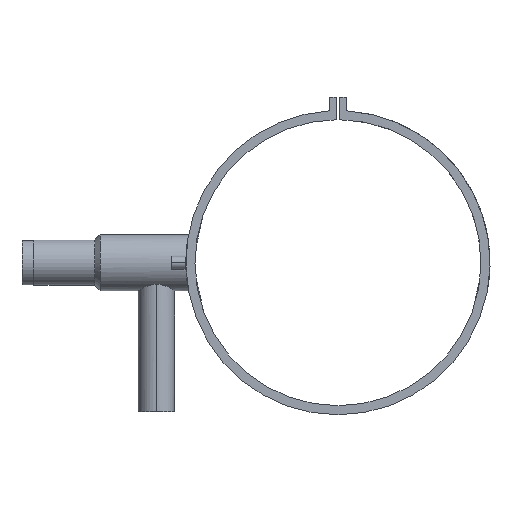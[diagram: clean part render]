
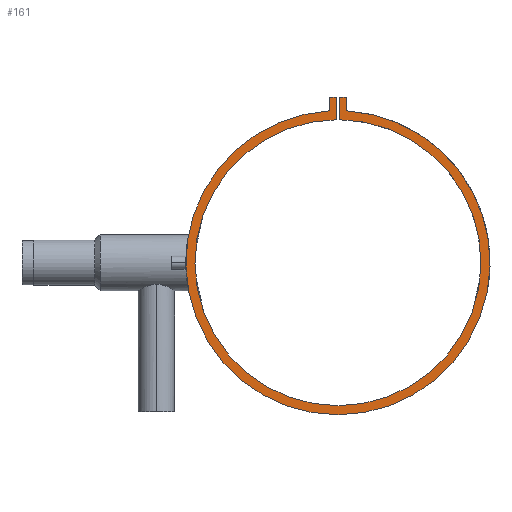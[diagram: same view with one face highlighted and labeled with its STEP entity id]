
A CAD part, left-side view. The second image highlights one B-rep face of the part: STEP entity #161.
In plain terms, the highlighted planar face has unit normal (-1, 0, 0).
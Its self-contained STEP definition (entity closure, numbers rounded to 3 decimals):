
#82 = CARTESIAN_POINT ( 'NONE',  ( -80., -2., 182.258 ) ) ;
#85 = DIRECTION ( 'NONE',  ( 1., 0., 0. ) ) ;
#97 = EDGE_CURVE ( 'NONE', #1165, #462, #1274, .T. ) ;
#161 = ADVANCED_FACE ( 'NONE', ( #1980 ), #187, .F. ) ;
#187 = PLANE ( 'NONE',  #723 ) ;
#206 = LINE ( 'NONE', #1020, #223 ) ;
#210 = EDGE_CURVE ( 'NONE', #739, #2542, #604, .T. ) ;
#221 = VECTOR ( 'NONE', #2387, 1000. ) ;
#223 = VECTOR ( 'NONE', #1800, 1000. ) ;
#262 = VECTOR ( 'NONE', #1946, 1000. ) ;
#274 = DIRECTION ( 'NONE',  ( -1., 0., 0. ) ) ;
#275 = DIRECTION ( 'NONE',  ( 0., -1., 0. ) ) ;
#286 = EDGE_CURVE ( 'NONE', #1003, #739, #956, .T. ) ;
#312 = VECTOR ( 'NONE', #2513, 1000. ) ;
#318 = EDGE_CURVE ( 'NONE', #549, #1003, #362, .T. ) ;
#332 = EDGE_CURVE ( 'NONE', #462, #1872, #206, .T. ) ;
#352 = EDGE_CURVE ( 'NONE', #415, #549, #828, .T. ) ;
#362 = LINE ( 'NONE', #1164, #262 ) ;
#415 = VERTEX_POINT ( 'NONE', #2397 ) ;
#462 = VERTEX_POINT ( 'NONE', #1631 ) ;
#549 = VERTEX_POINT ( 'NONE', #82 ) ;
#568 = ORIENTED_EDGE ( 'NONE', *, *, #352, .F. ) ;
#589 = LINE ( 'NONE', #1391, #820 ) ;
#596 = AXIS2_PLACEMENT_3D ( 'NONE', #1894, #85, #917 ) ;
#604 = CIRCLE ( 'NONE', #596, 167.5 ) ;
#632 = ORIENTED_EDGE ( 'NONE', *, *, #332, .F. ) ;
#665 = ORIENTED_EDGE ( 'NONE', *, *, #1855, .F. ) ;
#668 = CARTESIAN_POINT ( 'NONE',  ( -80., -9., 182.258 ) ) ;
#679 = CARTESIAN_POINT ( 'NONE',  ( -80., 9., 167.258 ) ) ;
#723 = AXIS2_PLACEMENT_3D ( 'NONE', #1004, #1784, #2560 ) ;
#739 = VERTEX_POINT ( 'NONE', #2536 ) ;
#820 = VECTOR ( 'NONE', #2175, 1000. ) ;
#828 = LINE ( 'NONE', #1610, #221 ) ;
#868 = VECTOR ( 'NONE', #275, 1000. ) ;
#917 = DIRECTION ( 'NONE',  ( 0., 0., -1. ) ) ;
#926 = EDGE_LOOP ( 'NONE', ( #2327, #2140, #1457, #568, #2267, #632, #1338, #665 ) ) ;
#938 = CIRCLE ( 'NONE', #2373, 157.5 ) ;
#956 = LINE ( 'NONE', #1738, #312 ) ;
#1003 = VERTEX_POINT ( 'NONE', #668 ) ;
#1004 = CARTESIAN_POINT ( 'NONE',  ( -80., 0., 0. ) ) ;
#1020 = CARTESIAN_POINT ( 'NONE',  ( -80., 2., 182.258 ) ) ;
#1032 = EDGE_CURVE ( 'NONE', #1872, #415, #938, .T. ) ;
#1080 = DIRECTION ( 'NONE',  ( 0., 0., -1. ) ) ;
#1164 = CARTESIAN_POINT ( 'NONE',  ( -80., -2., 182.258 ) ) ;
#1165 = VERTEX_POINT ( 'NONE', #2102 ) ;
#1274 = LINE ( 'NONE', #2057, #868 ) ;
#1338 = ORIENTED_EDGE ( 'NONE', *, *, #97, .F. ) ;
#1391 = CARTESIAN_POINT ( 'NONE',  ( -80., 9., 182.258 ) ) ;
#1457 = ORIENTED_EDGE ( 'NONE', *, *, #318, .F. ) ;
#1610 = CARTESIAN_POINT ( 'NONE',  ( -80., -2., 182.258 ) ) ;
#1631 = CARTESIAN_POINT ( 'NONE',  ( -80., 2., 182.258 ) ) ;
#1738 = CARTESIAN_POINT ( 'NONE',  ( -80., -9., 182.258 ) ) ;
#1784 = DIRECTION ( 'NONE',  ( 1., 0., 0. ) ) ;
#1800 = DIRECTION ( 'NONE',  ( 0., 0., -1. ) ) ;
#1855 = EDGE_CURVE ( 'NONE', #2542, #1165, #589, .T. ) ;
#1872 = VERTEX_POINT ( 'NONE', #2371 ) ;
#1894 = CARTESIAN_POINT ( 'NONE',  ( -80., 0., 0. ) ) ;
#1946 = DIRECTION ( 'NONE',  ( 0., -1., 0. ) ) ;
#1980 = FACE_OUTER_BOUND ( 'NONE', #926, .T. ) ;
#2056 = CARTESIAN_POINT ( 'NONE',  ( -80., 0., 0. ) ) ;
#2057 = CARTESIAN_POINT ( 'NONE',  ( -80., 9., 182.258 ) ) ;
#2102 = CARTESIAN_POINT ( 'NONE',  ( -80., 9., 182.258 ) ) ;
#2140 = ORIENTED_EDGE ( 'NONE', *, *, #286, .F. ) ;
#2175 = DIRECTION ( 'NONE',  ( 0., 0., 1. ) ) ;
#2267 = ORIENTED_EDGE ( 'NONE', *, *, #1032, .F. ) ;
#2327 = ORIENTED_EDGE ( 'NONE', *, *, #210, .F. ) ;
#2371 = CARTESIAN_POINT ( 'NONE',  ( -80., 2., 157.487 ) ) ;
#2373 = AXIS2_PLACEMENT_3D ( 'NONE', #2056, #274, #1080 ) ;
#2387 = DIRECTION ( 'NONE',  ( 0., 0., 1. ) ) ;
#2397 = CARTESIAN_POINT ( 'NONE',  ( -80., -2., 157.487 ) ) ;
#2513 = DIRECTION ( 'NONE',  ( 0., 0., -1. ) ) ;
#2536 = CARTESIAN_POINT ( 'NONE',  ( -80., -9., 167.258 ) ) ;
#2542 = VERTEX_POINT ( 'NONE', #679 ) ;
#2560 = DIRECTION ( 'NONE',  ( 0., 0., -1. ) ) ;
